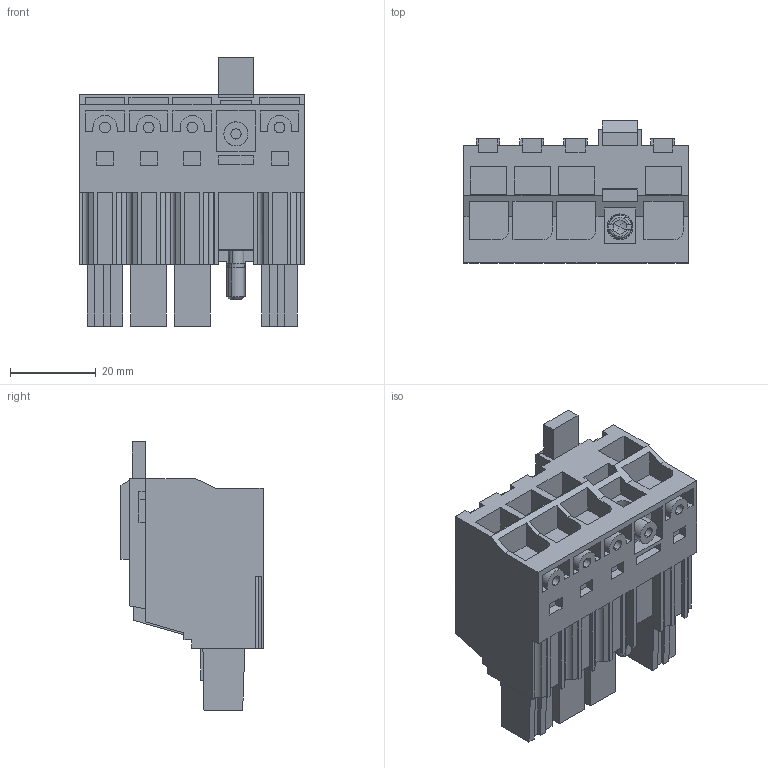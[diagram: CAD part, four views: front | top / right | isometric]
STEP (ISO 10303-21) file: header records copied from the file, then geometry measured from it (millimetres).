
FILE_DESCRIPTION(('CATIA V5 STEP Exchange','CAx-IF Rec.Pracs.--- Model Styling and Organization---1.4--- 2014-01-23'),'2;1');
FILE_NAME ('D1462875_1_2493280000_2493280000.stp','2021-08-06T12:39:20+00:00',('none'),('Weidmueller'),'CATIA Version 5-6 Release 2016 SP3 HF44','CATIA V5 STEP AP214','none');
FILE_SCHEMA(('AUTOMOTIVE_DESIGN { 1 0 10303 214 1 1 1 1 }'));
Length unit declared in the file: millimetre
Products named in the file (1): 2493280000
Bounding box: 52.28 x 33.07 x 62.46 mm (x, y, z)
Volume: 50778.1 mm3; surface area: 20516 mm2
Topology: 7 solids, 7 shells, 590 faces, 1595 edges, 1055 vertices
Faces by surface type: plane 525, cylinder 44, torus 10, cone 7, sphere 4
Entity records: 17980 total; most frequent: CARTESIAN_POINT 3325, ORIENTED_EDGE 3182, DIRECTION 2385, EDGE_CURVE 1591, VECTOR 1442, LINE 1442, VERTEX_POINT 1055, EDGE_LOOP 634
